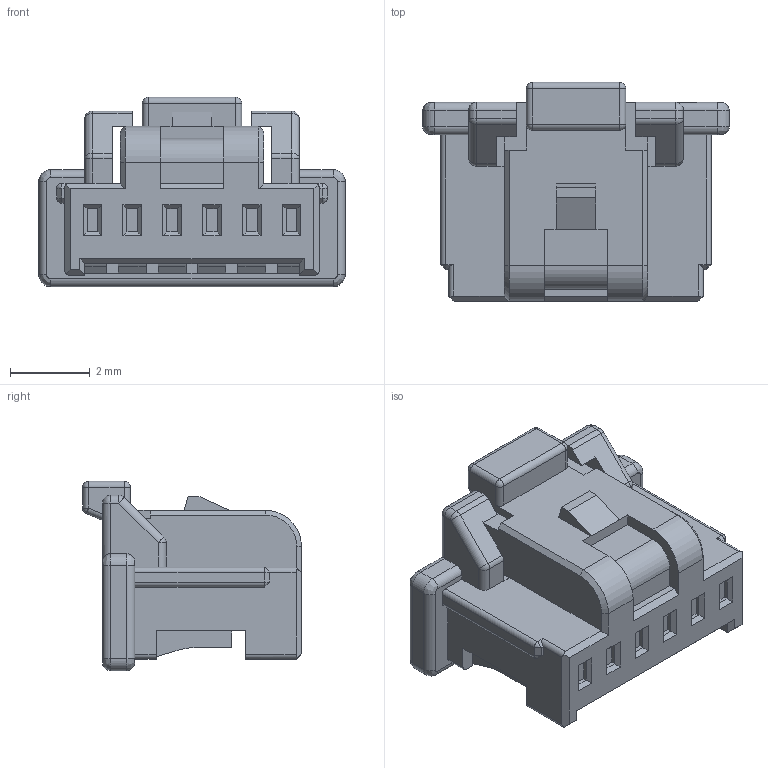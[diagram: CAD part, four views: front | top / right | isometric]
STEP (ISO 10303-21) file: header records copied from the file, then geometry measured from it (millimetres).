
FILE_DESCRIPTION((''),'2;1');
FILE_NAME('5013300600','2017-07-21T',('ksrinivasara'),(''),'PRO/ENGINEER BY PARAMETRIC TECHNOLOGY CORPORATION, 2012310','PRO/ENGINEER BY PARAMETRIC TECHNOLOGY CORPORATION, 2012310','');
FILE_SCHEMA(('CONFIG_CONTROL_DESIGN'));
Length unit declared in the file: millimetre
Products named in the file (1): 5013300600
Bounding box: 7.7 x 5.5 x 4.76 mm (x, y, z)
Volume: 98.3 mm3; surface area: 193.1 mm2
Topology: 1 solids, 1 shells, 339 faces, 875 edges, 546 vertices
Faces by surface type: plane 255, cylinder 58, sphere 12, bspline 8, cone 6
Entity records: 10211 total; most frequent: CARTESIAN_POINT 1943, ORIENTED_EDGE 1742, DIRECTION 1633, EDGE_CURVE 871, VECTOR 741, LINE 741, VERTEX_POINT 546, AXIS2_PLACEMENT_3D 446
